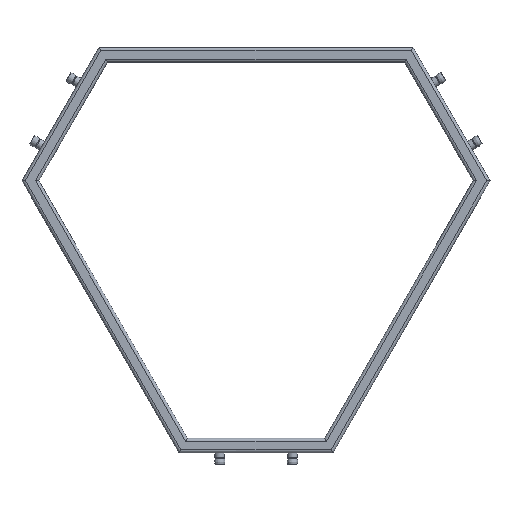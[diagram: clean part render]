
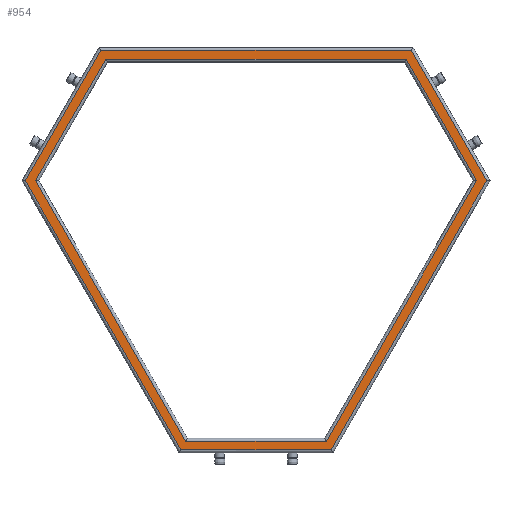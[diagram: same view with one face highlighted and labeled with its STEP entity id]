
A CAD part, top view. The second image highlights one B-rep face of the part: STEP entity #954.
In plain terms, the highlighted planar face has unit normal (0, 0, 1).
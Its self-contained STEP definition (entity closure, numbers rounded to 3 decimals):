
#7 = ORIENTED_EDGE ( 'NONE', *, *, #3671, .T. ) ;
#29 = VECTOR ( 'NONE', #1877, 1000. ) ;
#78 = CARTESIAN_POINT ( 'NONE',  ( 150., -459., 25. ) ) ;
#124 = EDGE_CURVE ( 'NONE', #2619, #2188, #3686, .T. ) ;
#188 = VECTOR ( 'NONE', #2575, 1000. ) ;
#291 = DIRECTION ( 'NONE',  ( 0.5, -0.866, 0. ) ) ;
#311 = ORIENTED_EDGE ( 'NONE', *, *, #3296, .F. ) ;
#351 = EDGE_CURVE ( 'NONE', #612, #2157, #2612, .T. ) ;
#462 = CARTESIAN_POINT ( 'NONE',  ( -157.794, -454.5, 25. ) ) ;
#485 = VECTOR ( 'NONE', #3328, 1000. ) ;
#489 = VECTOR ( 'NONE', #747, 1000. ) ;
#494 = EDGE_CURVE ( 'NONE', #3219, #612, #1644, .T. ) ;
#546 = FACE_OUTER_BOUND ( 'NONE', #1953, .T. ) ;
#612 = VERTEX_POINT ( 'NONE', #4207 ) ;
#662 = DIRECTION ( 'NONE',  ( 0.5, 0.866, 0. ) ) ;
#683 = EDGE_CURVE ( 'NONE', #1897, #1704, #3221, .T. ) ;
#738 = EDGE_CURVE ( 'NONE', #2157, #4198, #1810, .T. ) ;
#747 = DIRECTION ( 'NONE',  ( -0.5, 0.866, 0. ) ) ;
#839 = EDGE_LOOP ( 'NONE', ( #3488, #3166, #3678, #311, #1740, #3988 ) ) ;
#854 = CARTESIAN_POINT ( 'NONE',  ( -456.917, 90.596, 25. ) ) ;
#897 = PLANE ( 'NONE',  #4604 ) ;
#954 = ADVANCED_FACE ( 'NONE', ( #546, #3736 ), #897, .T. ) ;
#1006 = VECTOR ( 'NONE', #3118, 1000. ) ;
#1048 = VERTEX_POINT ( 'NONE', #3278 ) ;
#1059 = DIRECTION ( 'NONE',  ( -1., 0., 0. ) ) ;
#1118 = EDGE_CURVE ( 'NONE', #1048, #2619, #4280, .T. ) ;
#1149 = VECTOR ( 'NONE', #1059, 1000. ) ;
#1156 = CARTESIAN_POINT ( 'NONE',  ( 456.917, 99.596, 25. ) ) ;
#1275 = CARTESIAN_POINT ( 'NONE',  ( 322.506, 359.404, 25. ) ) ;
#1332 = VERTEX_POINT ( 'NONE', #1720 ) ;
#1384 = VECTOR ( 'NONE', #662, 1000. ) ;
#1407 = CARTESIAN_POINT ( 'NONE',  ( -472.506, 99.596, 25. ) ) ;
#1489 = DIRECTION ( 'NONE',  ( 1., 0., 0. ) ) ;
#1526 = LINE ( 'NONE', #854, #1596 ) ;
#1546 = DIRECTION ( 'NONE',  ( -1., 0., 0. ) ) ;
#1596 = VECTOR ( 'NONE', #4400, 1000. ) ;
#1644 = LINE ( 'NONE', #1275, #1006 ) ;
#1662 = CARTESIAN_POINT ( 'NONE',  ( -142.206, -445.5, 25. ) ) ;
#1695 = CARTESIAN_POINT ( 'NONE',  ( 475.104, 95.096, 25. ) ) ;
#1704 = VERTEX_POINT ( 'NONE', #2408 ) ;
#1720 = CARTESIAN_POINT ( 'NONE',  ( -155.196, -459., 25. ) ) ;
#1740 = ORIENTED_EDGE ( 'NONE', *, *, #124, .F. ) ;
#1784 = CARTESIAN_POINT ( 'NONE',  ( -319.908, 363.904, 25. ) ) ;
#1810 = LINE ( 'NONE', #1407, #3917 ) ;
#1852 = LINE ( 'NONE', #78, #3774 ) ;
#1877 = DIRECTION ( 'NONE',  ( 0.5, 0.866, 0. ) ) ;
#1897 = VERTEX_POINT ( 'NONE', #3647 ) ;
#1953 = EDGE_LOOP ( 'NONE', ( #1956, #7, #2870, #2012, #2664, #3547 ) ) ;
#1956 = ORIENTED_EDGE ( 'NONE', *, *, #2352, .T. ) ;
#2012 = ORIENTED_EDGE ( 'NONE', *, *, #351, .T. ) ;
#2031 = EDGE_CURVE ( 'NONE', #2245, #1048, #4203, .T. ) ;
#2073 = CARTESIAN_POINT ( 'NONE',  ( -142.206, -445.5, 25. ) ) ;
#2157 = VERTEX_POINT ( 'NONE', #1784 ) ;
#2188 = VERTEX_POINT ( 'NONE', #2801 ) ;
#2196 = CARTESIAN_POINT ( 'NONE',  ( 150., -441., 25. ) ) ;
#2215 = CARTESIAN_POINT ( 'NONE',  ( -314.711, 363.904, 25. ) ) ;
#2225 = CARTESIAN_POINT ( 'NONE',  ( 144.804, -441., 25. ) ) ;
#2245 = VERTEX_POINT ( 'NONE', #4433 ) ;
#2352 = EDGE_CURVE ( 'NONE', #1332, #2710, #1852, .T. ) ;
#2408 = CARTESIAN_POINT ( 'NONE',  ( -309.515, 345.904, 25. ) ) ;
#2446 = LINE ( 'NONE', #4626, #1384 ) ;
#2561 = CARTESIAN_POINT ( 'NONE',  ( -475.104, 95.096, 25. ) ) ;
#2575 = DIRECTION ( 'NONE',  ( 1., 0., 0. ) ) ;
#2612 = LINE ( 'NONE', #2215, #4524 ) ;
#2619 = VERTEX_POINT ( 'NONE', #2225 ) ;
#2641 = EDGE_CURVE ( 'NONE', #4198, #1332, #3680, .T. ) ;
#2664 = ORIENTED_EDGE ( 'NONE', *, *, #738, .T. ) ;
#2710 = VERTEX_POINT ( 'NONE', #3512 ) ;
#2801 = CARTESIAN_POINT ( 'NONE',  ( 454.319, 95.096, 25. ) ) ;
#2808 = DIRECTION ( 'NONE',  ( -0.5, -0.866, 0. ) ) ;
#2870 = ORIENTED_EDGE ( 'NONE', *, *, #494, .T. ) ;
#3024 = EDGE_CURVE ( 'NONE', #1704, #2245, #1526, .T. ) ;
#3118 = DIRECTION ( 'NONE',  ( -0.5, 0.866, 0. ) ) ;
#3166 = ORIENTED_EDGE ( 'NONE', *, *, #3024, .F. ) ;
#3219 = VERTEX_POINT ( 'NONE', #1695 ) ;
#3221 = LINE ( 'NONE', #4274, #1149 ) ;
#3278 = CARTESIAN_POINT ( 'NONE',  ( -144.804, -441., 25. ) ) ;
#3296 = EDGE_CURVE ( 'NONE', #2188, #1897, #3546, .T. ) ;
#3328 = DIRECTION ( 'NONE',  ( 0.5, -0.866, 0. ) ) ;
#3456 = DIRECTION ( 'NONE',  ( 0., 0., 1. ) ) ;
#3488 = ORIENTED_EDGE ( 'NONE', *, *, #2031, .F. ) ;
#3512 = CARTESIAN_POINT ( 'NONE',  ( 155.196, -459., 25. ) ) ;
#3546 = LINE ( 'NONE', #3571, #489 ) ;
#3547 = ORIENTED_EDGE ( 'NONE', *, *, #2641, .T. ) ;
#3571 = CARTESIAN_POINT ( 'NONE',  ( 306.917, 350.404, 25. ) ) ;
#3647 = CARTESIAN_POINT ( 'NONE',  ( 309.515, 345.904, 25. ) ) ;
#3671 = EDGE_CURVE ( 'NONE', #2710, #3219, #2446, .T. ) ;
#3678 = ORIENTED_EDGE ( 'NONE', *, *, #683, .F. ) ;
#3680 = LINE ( 'NONE', #462, #485 ) ;
#3686 = LINE ( 'NONE', #1156, #29 ) ;
#3736 = FACE_BOUND ( 'NONE', #839, .T. ) ;
#3774 = VECTOR ( 'NONE', #1489, 1000. ) ;
#3917 = VECTOR ( 'NONE', #2808, 1000. ) ;
#3988 = ORIENTED_EDGE ( 'NONE', *, *, #1118, .F. ) ;
#4198 = VERTEX_POINT ( 'NONE', #2561 ) ;
#4203 = LINE ( 'NONE', #2073, #4446 ) ;
#4207 = CARTESIAN_POINT ( 'NONE',  ( 319.908, 363.904, 25. ) ) ;
#4274 = CARTESIAN_POINT ( 'NONE',  ( -314.711, 345.904, 25. ) ) ;
#4280 = LINE ( 'NONE', #2196, #188 ) ;
#4400 = DIRECTION ( 'NONE',  ( -0.5, -0.866, 0. ) ) ;
#4433 = CARTESIAN_POINT ( 'NONE',  ( -454.319, 95.096, 25. ) ) ;
#4446 = VECTOR ( 'NONE', #291, 1000. ) ;
#4514 = DIRECTION ( 'NONE',  ( 1., 0., 0. ) ) ;
#4524 = VECTOR ( 'NONE', #1546, 1000. ) ;
#4604 = AXIS2_PLACEMENT_3D ( 'NONE', #1662, #3456, #4514 ) ;
#4626 = CARTESIAN_POINT ( 'NONE',  ( 472.506, 90.596, 25. ) ) ;
